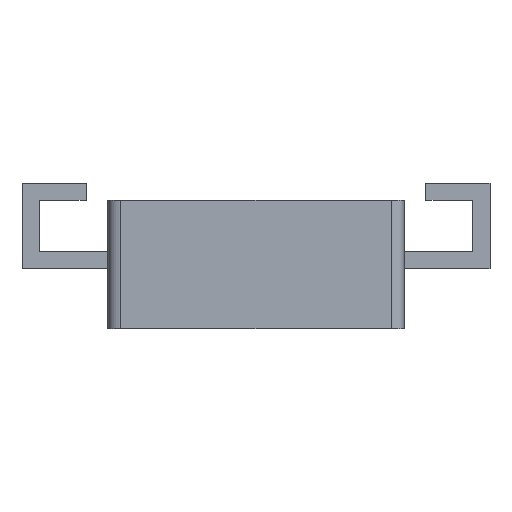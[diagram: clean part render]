
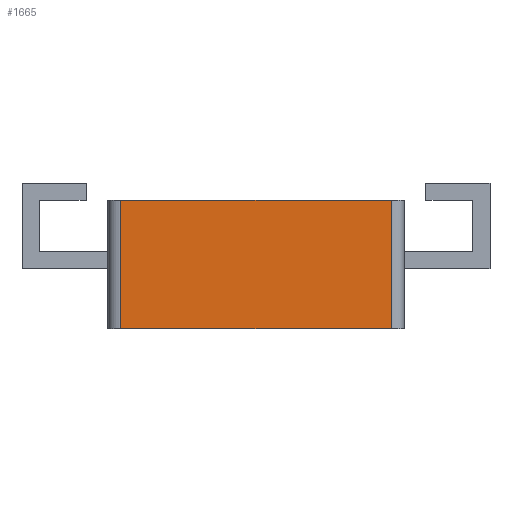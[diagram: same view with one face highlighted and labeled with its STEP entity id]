
A CAD part, left-side view. The second image highlights one B-rep face of the part: STEP entity #1665.
In plain terms, the highlighted planar face has unit normal (-1, 0, 0).
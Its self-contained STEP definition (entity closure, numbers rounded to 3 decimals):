
#738 = PLANE('',#739);
#739 = AXIS2_PLACEMENT_3D('',#740,#741,#742);
#740 = CARTESIAN_POINT('',(0.,0.,0.));
#741 = DIRECTION('',(0.,0.,1.));
#742 = DIRECTION('',(1.,0.,0.));
#766 = CYLINDRICAL_SURFACE('',#767,1.5);
#767 = AXIS2_PLACEMENT_3D('',#768,#769,#770);
#768 = CARTESIAN_POINT('',(1.5,33.,0.));
#769 = DIRECTION('',(0.,0.,1.));
#770 = DIRECTION('',(-1.,0.,0.));
#794 = PLANE('',#795);
#795 = AXIS2_PLACEMENT_3D('',#796,#797,#798);
#796 = CARTESIAN_POINT('',(0.,0.,15.));
#797 = DIRECTION('',(0.,0.,1.));
#798 = DIRECTION('',(1.,0.,0.));
#959 = EDGE_CURVE('',#960,#962,#964,.T.);
#960 = VERTEX_POINT('',#961);
#961 = CARTESIAN_POINT('',(0.,1.5,0.));
#962 = VERTEX_POINT('',#963);
#963 = CARTESIAN_POINT('',(0.,33.,0.));
#964 = SURFACE_CURVE('',#965,(#969,#976),.PCURVE_S1.);
#965 = LINE('',#966,#967);
#966 = CARTESIAN_POINT('',(0.,0.,0.));
#967 = VECTOR('',#968,1.);
#968 = DIRECTION('',(0.,1.,0.));
#969 = PCURVE('',#738,#970);
#970 = DEFINITIONAL_REPRESENTATION('',(#971),#975);
#971 = LINE('',#972,#973);
#972 = CARTESIAN_POINT('',(0.,0.));
#973 = VECTOR('',#974,1.);
#974 = DIRECTION('',(0.,1.));
#975 = ( GEOMETRIC_REPRESENTATION_CONTEXT(2) 
PARAMETRIC_REPRESENTATION_CONTEXT() REPRESENTATION_CONTEXT('2D SPACE',''
  ) );
#976 = PCURVE('',#977,#982);
#977 = PLANE('',#978);
#978 = AXIS2_PLACEMENT_3D('',#979,#980,#981);
#979 = CARTESIAN_POINT('',(0.,0.,0.));
#980 = DIRECTION('',(1.,0.,0.));
#981 = DIRECTION('',(0.,0.,1.));
#982 = DEFINITIONAL_REPRESENTATION('',(#983),#987);
#983 = LINE('',#984,#985);
#984 = CARTESIAN_POINT('',(0.,0.));
#985 = VECTOR('',#986,1.);
#986 = DIRECTION('',(0.,-1.));
#987 = ( GEOMETRIC_REPRESENTATION_CONTEXT(2) 
PARAMETRIC_REPRESENTATION_CONTEXT() REPRESENTATION_CONTEXT('2D SPACE',''
  ) );
#1006 = CYLINDRICAL_SURFACE('',#1007,1.5);
#1007 = AXIS2_PLACEMENT_3D('',#1008,#1009,#1010);
#1008 = CARTESIAN_POINT('',(1.5,1.5,0.));
#1009 = DIRECTION('',(0.,0.,1.));
#1010 = DIRECTION('',(-1.,0.,0.));
#1276 = VERTEX_POINT('',#1277);
#1277 = CARTESIAN_POINT('',(0.,33.,15.));
#1303 = EDGE_CURVE('',#962,#1276,#1304,.T.);
#1304 = SURFACE_CURVE('',#1305,(#1309,#1316),.PCURVE_S1.);
#1305 = LINE('',#1306,#1307);
#1306 = CARTESIAN_POINT('',(0.,33.,0.));
#1307 = VECTOR('',#1308,1.);
#1308 = DIRECTION('',(0.,0.,1.));
#1309 = PCURVE('',#766,#1310);
#1310 = DEFINITIONAL_REPRESENTATION('',(#1311),#1315);
#1311 = LINE('',#1312,#1313);
#1312 = CARTESIAN_POINT('',(0.,0.));
#1313 = VECTOR('',#1314,1.);
#1314 = DIRECTION('',(0.,1.));
#1315 = ( GEOMETRIC_REPRESENTATION_CONTEXT(2) 
PARAMETRIC_REPRESENTATION_CONTEXT() REPRESENTATION_CONTEXT('2D SPACE',''
  ) );
#1316 = PCURVE('',#977,#1317);
#1317 = DEFINITIONAL_REPRESENTATION('',(#1318),#1322);
#1318 = LINE('',#1319,#1320);
#1319 = CARTESIAN_POINT('',(0.,-33.));
#1320 = VECTOR('',#1321,1.);
#1321 = DIRECTION('',(1.,0.));
#1322 = ( GEOMETRIC_REPRESENTATION_CONTEXT(2) 
PARAMETRIC_REPRESENTATION_CONTEXT() REPRESENTATION_CONTEXT('2D SPACE',''
  ) );
#1381 = EDGE_CURVE('',#1382,#1276,#1384,.T.);
#1382 = VERTEX_POINT('',#1383);
#1383 = CARTESIAN_POINT('',(0.,1.5,15.));
#1384 = SURFACE_CURVE('',#1385,(#1389,#1396),.PCURVE_S1.);
#1385 = LINE('',#1386,#1387);
#1386 = CARTESIAN_POINT('',(0.,0.,15.));
#1387 = VECTOR('',#1388,1.);
#1388 = DIRECTION('',(0.,1.,0.));
#1389 = PCURVE('',#794,#1390);
#1390 = DEFINITIONAL_REPRESENTATION('',(#1391),#1395);
#1391 = LINE('',#1392,#1393);
#1392 = CARTESIAN_POINT('',(0.,0.));
#1393 = VECTOR('',#1394,1.);
#1394 = DIRECTION('',(0.,1.));
#1395 = ( GEOMETRIC_REPRESENTATION_CONTEXT(2) 
PARAMETRIC_REPRESENTATION_CONTEXT() REPRESENTATION_CONTEXT('2D SPACE',''
  ) );
#1396 = PCURVE('',#977,#1397);
#1397 = DEFINITIONAL_REPRESENTATION('',(#1398),#1402);
#1398 = LINE('',#1399,#1400);
#1399 = CARTESIAN_POINT('',(15.,0.));
#1400 = VECTOR('',#1401,1.);
#1401 = DIRECTION('',(0.,-1.));
#1402 = ( GEOMETRIC_REPRESENTATION_CONTEXT(2) 
PARAMETRIC_REPRESENTATION_CONTEXT() REPRESENTATION_CONTEXT('2D SPACE',''
  ) );
#1665 = ADVANCED_FACE('',(#1666),#977,.F.);
#1666 = FACE_BOUND('',#1667,.F.);
#1667 = EDGE_LOOP('',(#1668,#1669,#1690,#1691));
#1668 = ORIENTED_EDGE('',*,*,#1381,.F.);
#1669 = ORIENTED_EDGE('',*,*,#1670,.F.);
#1670 = EDGE_CURVE('',#960,#1382,#1671,.T.);
#1671 = SURFACE_CURVE('',#1672,(#1676,#1683),.PCURVE_S1.);
#1672 = LINE('',#1673,#1674);
#1673 = CARTESIAN_POINT('',(0.,1.5,0.));
#1674 = VECTOR('',#1675,1.);
#1675 = DIRECTION('',(0.,0.,1.));
#1676 = PCURVE('',#977,#1677);
#1677 = DEFINITIONAL_REPRESENTATION('',(#1678),#1682);
#1678 = LINE('',#1679,#1680);
#1679 = CARTESIAN_POINT('',(0.,-1.5));
#1680 = VECTOR('',#1681,1.);
#1681 = DIRECTION('',(1.,0.));
#1682 = ( GEOMETRIC_REPRESENTATION_CONTEXT(2) 
PARAMETRIC_REPRESENTATION_CONTEXT() REPRESENTATION_CONTEXT('2D SPACE',''
  ) );
#1683 = PCURVE('',#1006,#1684);
#1684 = DEFINITIONAL_REPRESENTATION('',(#1685),#1689);
#1685 = LINE('',#1686,#1687);
#1686 = CARTESIAN_POINT('',(0.,0.));
#1687 = VECTOR('',#1688,1.);
#1688 = DIRECTION('',(0.,1.));
#1689 = ( GEOMETRIC_REPRESENTATION_CONTEXT(2) 
PARAMETRIC_REPRESENTATION_CONTEXT() REPRESENTATION_CONTEXT('2D SPACE',''
  ) );
#1690 = ORIENTED_EDGE('',*,*,#959,.T.);
#1691 = ORIENTED_EDGE('',*,*,#1303,.T.);
